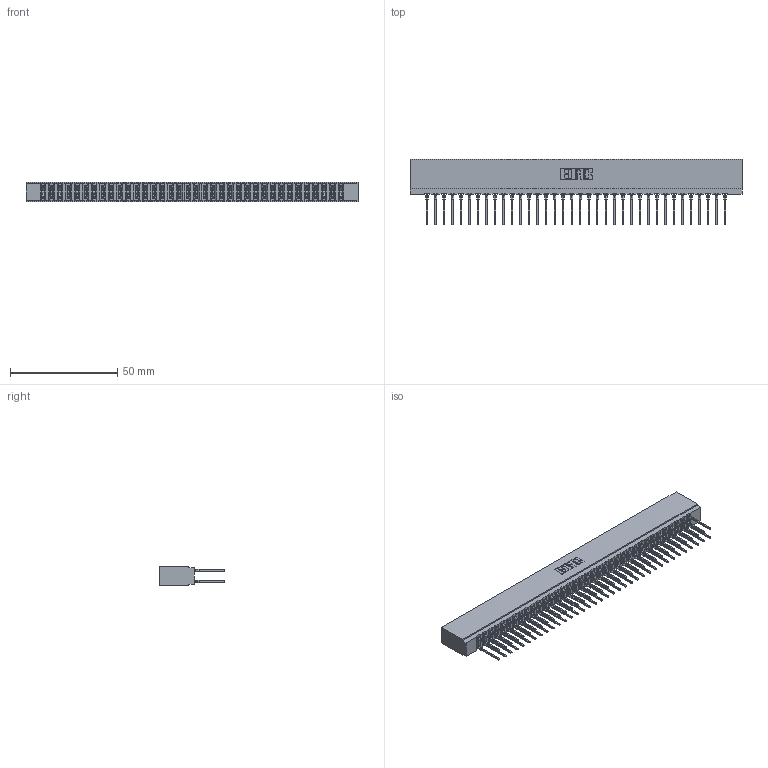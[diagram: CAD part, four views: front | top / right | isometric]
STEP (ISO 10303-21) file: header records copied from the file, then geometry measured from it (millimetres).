
FILE_DESCRIPTION (( 'STEP AP203' ), '1' );
FILE_NAME ('737-072-540-201.STEP', '2020-09-11T07:19:09', ( '' ), ( '' ), 'SwSTEP 2.0', 'SolidWorks 2020', '' );
FILE_SCHEMA (( 'CONFIG_CONTROL_DESIGN' ));
Length unit declared in the file: inch
Products named in the file (3): 737 Part_Insulator Option - 01; 745-292-001_540; 737-072-540-201
Assembly tree (73 placements, depth 2):
  737-072-540-201
    737 Part_Insulator Option - 01
    745-292-001_540  x72
Bounding box: 154.48 x 30.62 x 8.89 mm (x, y, z)
Volume: 15519.5 mm3; surface area: 23367.3 mm2
Topology: 73 solids, 73 shells, 6574 faces, 17679 edges, 11114 vertices
Faces by surface type: plane 3402, bspline 1440, cylinder 1300, torus 432
Entity records: 62587 total; most frequent: CARTESIAN_POINT 11369, ORIENTED_EDGE 10792, DIRECTION 9424, EDGE_CURVE 5396, LINE 4998, VECTOR 4998, VERTEX_POINT 3446, AXIS2_PLACEMENT_3D 2213
